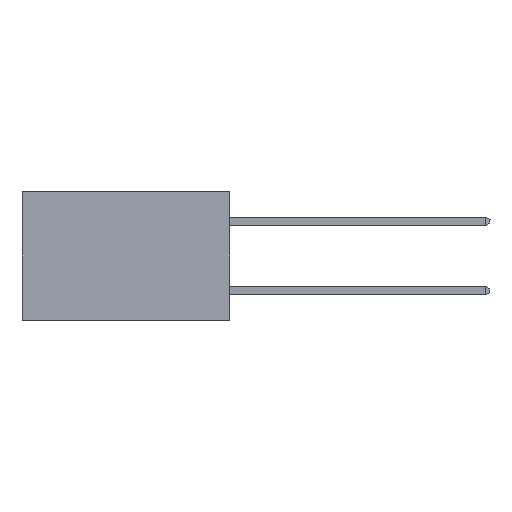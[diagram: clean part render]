
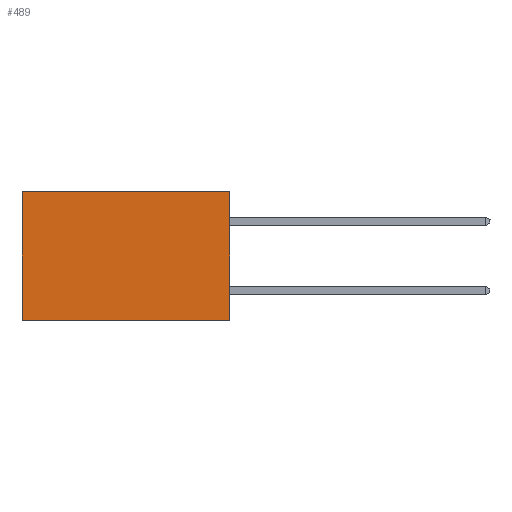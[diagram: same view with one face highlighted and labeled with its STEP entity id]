
A CAD part, left-side view. The second image highlights one B-rep face of the part: STEP entity #489.
In plain terms, the highlighted planar face has unit normal (-1, 0, 0).
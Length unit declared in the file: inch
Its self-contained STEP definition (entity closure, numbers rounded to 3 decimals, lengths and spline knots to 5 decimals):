
#489 = ADVANCED_FACE ( 'NONE', ( #24650 ), #12222, .F. ) ;
#613 = LINE ( 'NONE', #11665, #10944 ) ;
#920 = EDGE_LOOP ( 'NONE', ( #10878, #7262, #16471, #24280 ) ) ;
#2243 = VERTEX_POINT ( 'NONE', #4531 ) ;
#2822 = VECTOR ( 'NONE', #9563, 39.37008 ) ;
#4531 = CARTESIAN_POINT ( 'NONE',  ( 0.298, 0., 0. ) ) ;
#5504 = DIRECTION ( 'NONE',  ( 0., 0., -1. ) ) ;
#7141 = AXIS2_PLACEMENT_3D ( 'NONE', #14242, #23906, #20244 ) ;
#7262 = ORIENTED_EDGE ( 'NONE', *, *, #18555, .F. ) ;
#8104 = DIRECTION ( 'NONE',  ( 0., 1., 0. ) ) ;
#8600 = CARTESIAN_POINT ( 'NONE',  ( 0.298, 0.6, 0. ) ) ;
#9041 = EDGE_CURVE ( 'NONE', #2243, #12110, #613, .T. ) ;
#9563 = DIRECTION ( 'NONE',  ( 0., 1., 0. ) ) ;
#10619 = DIRECTION ( 'NONE',  ( 0., 0., -1. ) ) ;
#10878 = ORIENTED_EDGE ( 'NONE', *, *, #12142, .T. ) ;
#10944 = VECTOR ( 'NONE', #8104, 39.37008 ) ;
#11100 = LINE ( 'NONE', #8600, #22397 ) ;
#11665 = CARTESIAN_POINT ( 'NONE',  ( 0.298, 0., 0. ) ) ;
#12110 = VERTEX_POINT ( 'NONE', #20247 ) ;
#12142 = EDGE_CURVE ( 'NONE', #12110, #14018, #11100, .T. ) ;
#12167 = VECTOR ( 'NONE', #5504, 39.37008 ) ;
#12222 = PLANE ( 'NONE',  #7141 ) ;
#12529 = CARTESIAN_POINT ( 'NONE',  ( 0.298, 0., 0. ) ) ;
#14018 = VERTEX_POINT ( 'NONE', #16566 ) ;
#14242 = CARTESIAN_POINT ( 'NONE',  ( 0.298, 0., 0. ) ) ;
#14707 = VERTEX_POINT ( 'NONE', #16887 ) ;
#16471 = ORIENTED_EDGE ( 'NONE', *, *, #25046, .F. ) ;
#16566 = CARTESIAN_POINT ( 'NONE',  ( 0.298, 0.6, -0.37 ) ) ;
#16887 = CARTESIAN_POINT ( 'NONE',  ( 0.298, 0., -0.37 ) ) ;
#17715 = LINE ( 'NONE', #12529, #12167 ) ;
#18555 = EDGE_CURVE ( 'NONE', #14707, #14018, #22033, .T. ) ;
#20244 = DIRECTION ( 'NONE',  ( 0., 0., -1. ) ) ;
#20247 = CARTESIAN_POINT ( 'NONE',  ( 0.298, 0.6, 0. ) ) ;
#22033 = LINE ( 'NONE', #23012, #2822 ) ;
#22397 = VECTOR ( 'NONE', #10619, 39.37008 ) ;
#23012 = CARTESIAN_POINT ( 'NONE',  ( 0.298, 0., -0.37 ) ) ;
#23906 = DIRECTION ( 'NONE',  ( 1., 0., 0. ) ) ;
#24280 = ORIENTED_EDGE ( 'NONE', *, *, #9041, .T. ) ;
#24650 = FACE_OUTER_BOUND ( 'NONE', #920, .T. ) ;
#25046 = EDGE_CURVE ( 'NONE', #2243, #14707, #17715, .T. ) ;
